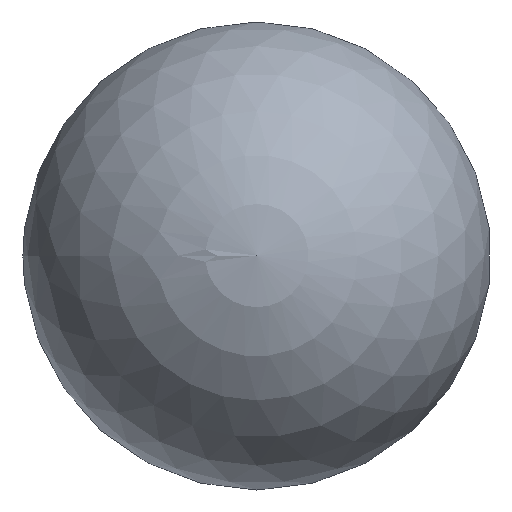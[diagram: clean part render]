
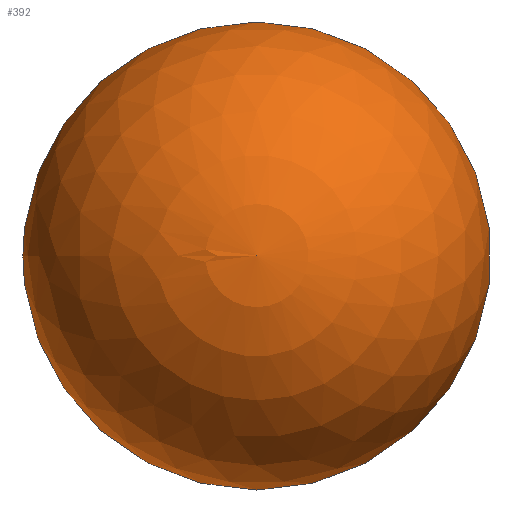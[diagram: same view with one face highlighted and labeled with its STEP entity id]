
A CAD part, top view. The second image highlights one B-rep face of the part: STEP entity #392.
In plain terms, the highlighted spherical face has radius 30.5 mm.
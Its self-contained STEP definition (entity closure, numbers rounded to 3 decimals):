
#48=SPHERICAL_SURFACE('',#442,30.5);
#94=FACE_OUTER_BOUND('',#119,.T.);
#119=EDGE_LOOP('',(#274,#275,#276,#277));
#146=CIRCLE('',#439,24.238);
#148=CIRCLE('',#441,24.238);
#149=CIRCLE('',#443,30.5);
#164=VERTEX_POINT('',#586);
#165=VERTEX_POINT('',#587);
#166=VERTEX_POINT('',#592);
#205=EDGE_CURVE('',#164,#165,#146,.T.);
#207=EDGE_CURVE('',#165,#164,#148,.T.);
#208=EDGE_CURVE('',#166,#164,#149,.T.);
#274=ORIENTED_EDGE('',*,*,#205,.F.);
#275=ORIENTED_EDGE('',*,*,#208,.F.);
#276=ORIENTED_EDGE('',*,*,#208,.T.);
#277=ORIENTED_EDGE('',*,*,#207,.F.);
#392=ADVANCED_FACE('',(#94),#48,.T.);
#439=AXIS2_PLACEMENT_3D('',#588,#494,#495);
#441=AXIS2_PLACEMENT_3D('',#590,#498,#499);
#442=AXIS2_PLACEMENT_3D('',#591,#500,#501);
#443=AXIS2_PLACEMENT_3D('',#593,#502,#503);
#494=DIRECTION('center_axis',(0.,0.,-1.));
#495=DIRECTION('ref_axis',(1.,0.,0.));
#498=DIRECTION('center_axis',(0.,0.,-1.));
#499=DIRECTION('ref_axis',(1.,0.,0.));
#500=DIRECTION('center_axis',(0.,0.,1.));
#501=DIRECTION('ref_axis',(1.,0.,0.));
#502=DIRECTION('center_axis',(0.,-1.,0.));
#503=DIRECTION('ref_axis',(-1.,0.,0.));
#586=CARTESIAN_POINT('',(-24.238,0.,41.487));
#587=CARTESIAN_POINT('',(24.238,0.,41.487));
#588=CARTESIAN_POINT('Origin',(0.,0.,41.487));
#590=CARTESIAN_POINT('Origin',(0.,0.,41.487));
#591=CARTESIAN_POINT('Origin',(0.,0.,60.));
#592=CARTESIAN_POINT('',(0.,0.,90.5));
#593=CARTESIAN_POINT('Origin',(0.,0.,60.));
